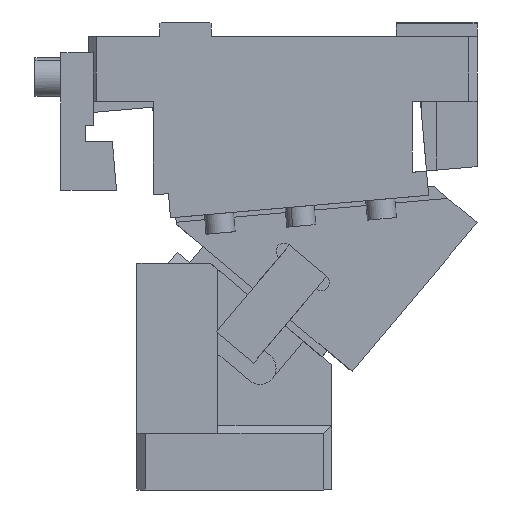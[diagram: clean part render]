
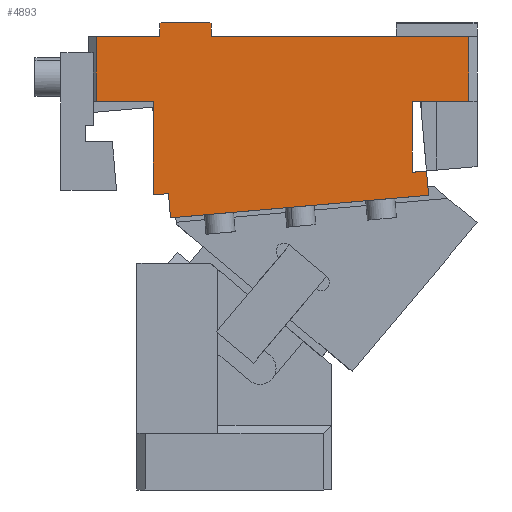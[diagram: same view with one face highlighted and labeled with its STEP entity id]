
A CAD part, front view. The second image highlights one B-rep face of the part: STEP entity #4893.
In plain terms, the highlighted planar face has unit normal (0, -1, 0).
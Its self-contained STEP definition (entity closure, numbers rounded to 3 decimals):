
#196=CARTESIAN_POINT('Vertex',(49.404,-80.,-96.973)) ;
#199=CARTESIAN_POINT('Line Origine',(44.702,-80.,-97.384)) ;
#203=CARTESIAN_POINT('Vertex',(40.,-80.,-97.796)) ;
#458=CARTESIAN_POINT('Vertex',(200.,-80.,-83.797)) ;
#472=CARTESIAN_POINT('Vertex',(200.,-80.,-40.)) ;
#475=CARTESIAN_POINT('Line Origine',(200.,-80.,-61.899)) ;
#492=CARTESIAN_POINT('Line Origine',(130.406,-80.,-104.943)) ;
#496=CARTESIAN_POINT('Vertex',(210.102,-80.,-97.971)) ;
#498=CARTESIAN_POINT('Vertex',(50.711,-80.,-111.916)) ;
#586=CARTESIAN_POINT('Line Origine',(50.057,-80.,-104.444)) ;
#622=CARTESIAN_POINT('Vertex',(5.,-80.,0.)) ;
#625=CARTESIAN_POINT('Line Origine',(24.5,-80.,0.)) ;
#629=CARTESIAN_POINT('Vertex',(44.,-80.,0.)) ;
#756=CARTESIAN_POINT('Line Origine',(44.,-80.,4.)) ;
#760=CARTESIAN_POINT('Vertex',(44.,-80.,8.)) ;
#789=CARTESIAN_POINT('Line Origine',(44.5,-80.,8.5)) ;
#793=CARTESIAN_POINT('Vertex',(45.,-80.,9.)) ;
#824=CARTESIAN_POINT('Vertex',(75.,-80.,9.)) ;
#834=CARTESIAN_POINT('Line Origine',(60.,-80.,9.)) ;
#851=CARTESIAN_POINT('Line Origine',(75.5,-80.,8.5)) ;
#855=CARTESIAN_POINT('Vertex',(76.,-80.,8.)) ;
#903=CARTESIAN_POINT('Line Origine',(76.,-80.,4.)) ;
#907=CARTESIAN_POINT('Vertex',(76.,-80.,0.)) ;
#978=CARTESIAN_POINT('Line Origine',(155.5,-80.,0.)) ;
#982=CARTESIAN_POINT('Vertex',(235.,-80.,0.)) ;
#1194=CARTESIAN_POINT('Line Origine',(235.,-80.,-20.)) ;
#1198=CARTESIAN_POINT('Vertex',(235.,-80.,-40.)) ;
#4558=CARTESIAN_POINT('Vertex',(208.795,-80.,-83.028)) ;
#4561=CARTESIAN_POINT('Line Origine',(209.448,-80.,-90.5)) ;
#4729=CARTESIAN_POINT('Line Origine',(40.,-80.,-87.958)) ;
#4733=CARTESIAN_POINT('Vertex',(40.,-80.,-78.121)) ;
#4736=CARTESIAN_POINT('Line Origine',(40.,-80.,-77.669)) ;
#4740=CARTESIAN_POINT('Vertex',(40.,-80.,-77.217)) ;
#4743=CARTESIAN_POINT('Line Origine',(40.,-80.,-58.609)) ;
#4747=CARTESIAN_POINT('Vertex',(40.,-80.,-40.)) ;
#4806=CARTESIAN_POINT('Line Origine',(22.5,-80.,-40.)) ;
#4810=CARTESIAN_POINT('Vertex',(5.,-80.,-40.)) ;
#4851=CARTESIAN_POINT('Axis2P3D Location',(0.,-80.,0.)) ;
#4856=CARTESIAN_POINT('Line Origine',(5.,-80.,-20.)) ;
#4861=CARTESIAN_POINT('Line Origine',(204.397,-80.,-83.413)) ;
#4866=CARTESIAN_POINT('Line Origine',(217.5,-80.,-40.)) ;
#200=DIRECTION('Vector Direction',(-0.996,0.,-0.087)) ;
#476=DIRECTION('Vector Direction',(0.,0.,-1.)) ;
#493=DIRECTION('Vector Direction',(-0.996,0.,-0.087)) ;
#587=DIRECTION('Vector Direction',(-0.087,0.,0.996)) ;
#626=DIRECTION('Vector Direction',(1.,0.,0.)) ;
#757=DIRECTION('Vector Direction',(0.,0.,-1.)) ;
#790=DIRECTION('Vector Direction',(-0.707,0.,-0.707)) ;
#835=DIRECTION('Vector Direction',(-1.,0.,0.)) ;
#852=DIRECTION('Vector Direction',(-0.707,0.,0.707)) ;
#904=DIRECTION('Vector Direction',(0.,0.,1.)) ;
#979=DIRECTION('Vector Direction',(1.,0.,0.)) ;
#1195=DIRECTION('Vector Direction',(0.,0.,1.)) ;
#4562=DIRECTION('Vector Direction',(-0.087,0.,0.996)) ;
#4730=DIRECTION('Vector Direction',(0.,0.,-1.)) ;
#4737=DIRECTION('Vector Direction',(0.,0.,-1.)) ;
#4744=DIRECTION('Vector Direction',(0.,0.,-1.)) ;
#4807=DIRECTION('Vector Direction',(-1.,0.,0.)) ;
#4852=DIRECTION('Axis2P3D Direction',(0.,1.,0.)) ;
#4853=DIRECTION('Axis2P3D XDirection',(0.,0.,1.)) ;
#4857=DIRECTION('Vector Direction',(0.,0.,-1.)) ;
#4862=DIRECTION('Vector Direction',(-0.996,0.,-0.087)) ;
#4867=DIRECTION('Vector Direction',(1.,0.,0.)) ;
#4854=AXIS2_PLACEMENT_3D('Plane Axis2P3D',#4851,#4852,#4853) ;
#4872=ORIENTED_EDGE('',*,*,#1200,.T.) ;
#4873=ORIENTED_EDGE('',*,*,#984,.F.) ;
#4874=ORIENTED_EDGE('',*,*,#909,.T.) ;
#4875=ORIENTED_EDGE('',*,*,#857,.T.) ;
#4876=ORIENTED_EDGE('',*,*,#838,.T.) ;
#4877=ORIENTED_EDGE('',*,*,#795,.T.) ;
#4878=ORIENTED_EDGE('',*,*,#762,.T.) ;
#4879=ORIENTED_EDGE('',*,*,#631,.F.) ;
#4880=ORIENTED_EDGE('',*,*,#4860,.T.) ;
#4881=ORIENTED_EDGE('',*,*,#4812,.F.) ;
#4882=ORIENTED_EDGE('',*,*,#4749,.T.) ;
#4883=ORIENTED_EDGE('',*,*,#4742,.T.) ;
#4884=ORIENTED_EDGE('',*,*,#4735,.T.) ;
#4885=ORIENTED_EDGE('',*,*,#205,.F.) ;
#4886=ORIENTED_EDGE('',*,*,#590,.F.) ;
#4887=ORIENTED_EDGE('',*,*,#500,.F.) ;
#4888=ORIENTED_EDGE('',*,*,#4565,.T.) ;
#4889=ORIENTED_EDGE('',*,*,#4865,.T.) ;
#4890=ORIENTED_EDGE('',*,*,#479,.F.) ;
#4891=ORIENTED_EDGE('',*,*,#4870,.F.) ;
#201=VECTOR('Line Direction',#200,1.) ;
#477=VECTOR('Line Direction',#476,1.) ;
#494=VECTOR('Line Direction',#493,1.) ;
#588=VECTOR('Line Direction',#587,1.) ;
#627=VECTOR('Line Direction',#626,1.) ;
#758=VECTOR('Line Direction',#757,1.) ;
#791=VECTOR('Line Direction',#790,1.) ;
#836=VECTOR('Line Direction',#835,1.) ;
#853=VECTOR('Line Direction',#852,1.) ;
#905=VECTOR('Line Direction',#904,1.) ;
#980=VECTOR('Line Direction',#979,1.) ;
#1196=VECTOR('Line Direction',#1195,1.) ;
#4563=VECTOR('Line Direction',#4562,1.) ;
#4731=VECTOR('Line Direction',#4730,1.) ;
#4738=VECTOR('Line Direction',#4737,1.) ;
#4745=VECTOR('Line Direction',#4744,1.) ;
#4808=VECTOR('Line Direction',#4807,1.) ;
#4858=VECTOR('Line Direction',#4857,1.) ;
#4863=VECTOR('Line Direction',#4862,1.) ;
#4868=VECTOR('Line Direction',#4867,1.) ;
#4893=ADVANCED_FACE('CAM HOLDER',(#4892),#4855,.F.) ;
#205=EDGE_CURVE('',#197,#204,#202,.T.) ;
#479=EDGE_CURVE('',#473,#459,#478,.T.) ;
#500=EDGE_CURVE('',#497,#499,#495,.T.) ;
#590=EDGE_CURVE('',#499,#197,#589,.T.) ;
#631=EDGE_CURVE('',#623,#630,#628,.T.) ;
#762=EDGE_CURVE('',#761,#630,#759,.T.) ;
#795=EDGE_CURVE('',#794,#761,#792,.T.) ;
#838=EDGE_CURVE('',#825,#794,#837,.T.) ;
#857=EDGE_CURVE('',#856,#825,#854,.T.) ;
#909=EDGE_CURVE('',#908,#856,#906,.T.) ;
#984=EDGE_CURVE('',#908,#983,#981,.T.) ;
#1200=EDGE_CURVE('',#1199,#983,#1197,.T.) ;
#4565=EDGE_CURVE('',#497,#4559,#4564,.T.) ;
#4735=EDGE_CURVE('',#4734,#204,#4732,.T.) ;
#4742=EDGE_CURVE('',#4741,#4734,#4739,.T.) ;
#4749=EDGE_CURVE('',#4748,#4741,#4746,.T.) ;
#4812=EDGE_CURVE('',#4748,#4811,#4809,.T.) ;
#4860=EDGE_CURVE('',#623,#4811,#4859,.T.) ;
#4865=EDGE_CURVE('',#4559,#459,#4864,.T.) ;
#4870=EDGE_CURVE('',#1199,#473,#4869,.F.) ;
#4871=EDGE_LOOP('',(#4872,#4873,#4874,#4875,#4876,#4877,#4878,#4879,#4880,#4881,#4882,#4883,#4884,#4885,#4886,#4887,#4888,#4889,#4890,#4891)) ;
#4892=FACE_OUTER_BOUND('',#4871,.T.) ;
#202=LINE('Line',#199,#201) ;
#478=LINE('Line',#475,#477) ;
#495=LINE('Line',#492,#494) ;
#589=LINE('Line',#586,#588) ;
#628=LINE('Line',#625,#627) ;
#759=LINE('Line',#756,#758) ;
#792=LINE('Line',#789,#791) ;
#837=LINE('Line',#834,#836) ;
#854=LINE('Line',#851,#853) ;
#906=LINE('Line',#903,#905) ;
#981=LINE('Line',#978,#980) ;
#1197=LINE('Line',#1194,#1196) ;
#4564=LINE('Line',#4561,#4563) ;
#4732=LINE('Line',#4729,#4731) ;
#4739=LINE('Line',#4736,#4738) ;
#4746=LINE('Line',#4743,#4745) ;
#4809=LINE('Line',#4806,#4808) ;
#4859=LINE('Line',#4856,#4858) ;
#4864=LINE('Line',#4861,#4863) ;
#4869=LINE('Line',#4866,#4868) ;
#4855=PLANE('Plane',#4854) ;
#197=VERTEX_POINT('',#196) ;
#204=VERTEX_POINT('',#203) ;
#459=VERTEX_POINT('',#458) ;
#473=VERTEX_POINT('',#472) ;
#497=VERTEX_POINT('',#496) ;
#499=VERTEX_POINT('',#498) ;
#623=VERTEX_POINT('',#622) ;
#630=VERTEX_POINT('',#629) ;
#761=VERTEX_POINT('',#760) ;
#794=VERTEX_POINT('',#793) ;
#825=VERTEX_POINT('',#824) ;
#856=VERTEX_POINT('',#855) ;
#908=VERTEX_POINT('',#907) ;
#983=VERTEX_POINT('',#982) ;
#1199=VERTEX_POINT('',#1198) ;
#4559=VERTEX_POINT('',#4558) ;
#4734=VERTEX_POINT('',#4733) ;
#4741=VERTEX_POINT('',#4740) ;
#4748=VERTEX_POINT('',#4747) ;
#4811=VERTEX_POINT('',#4810) ;
